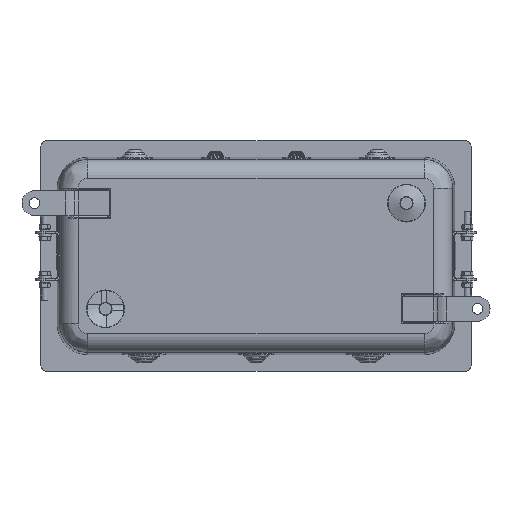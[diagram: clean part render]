
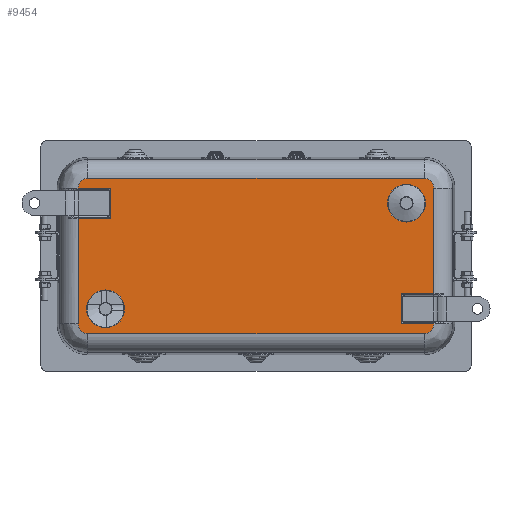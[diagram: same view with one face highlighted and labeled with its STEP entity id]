
A CAD part, front view. The second image highlights one B-rep face of the part: STEP entity #9454.
In plain terms, the highlighted planar face has unit normal (0, -1, 0).
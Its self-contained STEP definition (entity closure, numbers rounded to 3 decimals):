
#471=FACE_BOUND('',#2709,.T.);
#472=FACE_BOUND('',#2710,.T.);
#858=LINE('',#15720,#1361);
#889=LINE('',#15844,#1392);
#890=LINE('',#15846,#1393);
#891=LINE('',#15847,#1394);
#892=LINE('',#15851,#1395);
#893=LINE('',#15855,#1396);
#894=LINE('',#15857,#1397);
#895=LINE('',#15859,#1398);
#896=LINE('',#15861,#1399);
#897=LINE('',#15865,#1400);
#1361=VECTOR('',#12530,10.);
#1392=VECTOR('',#12685,10.);
#1393=VECTOR('',#12686,10.);
#1394=VECTOR('',#12687,10.);
#1395=VECTOR('',#12690,10.);
#1396=VECTOR('',#12693,10.);
#1397=VECTOR('',#12694,10.);
#1398=VECTOR('',#12695,10.);
#1399=VECTOR('',#12696,10.);
#1400=VECTOR('',#12699,10.);
#2083=FACE_OUTER_BOUND('',#2708,.T.);
#2708=EDGE_LOOP('',(#7353,#7354,#7355,#7356,#7357,#7358,#7359,#7360,#7361,
#7362,#7363,#7364,#7365,#7366));
#2709=EDGE_LOOP('',(#7367));
#2710=EDGE_LOOP('',(#7368));
#3255=CIRCLE('',#10403,15.194);
#3257=CIRCLE('',#10407,7.896);
#3258=CIRCLE('',#10408,7.896);
#3259=CIRCLE('',#10409,7.896);
#3260=CIRCLE('',#10410,7.896);
#3261=CIRCLE('',#10411,15.194);
#4006=VERTEX_POINT('',#15717);
#4007=VERTEX_POINT('',#15719);
#4035=VERTEX_POINT('',#15834);
#4037=VERTEX_POINT('',#15842);
#4038=VERTEX_POINT('',#15843);
#4039=VERTEX_POINT('',#15845);
#4040=VERTEX_POINT('',#15848);
#4041=VERTEX_POINT('',#15850);
#4042=VERTEX_POINT('',#15852);
#4043=VERTEX_POINT('',#15854);
#4044=VERTEX_POINT('',#15856);
#4045=VERTEX_POINT('',#15858);
#4046=VERTEX_POINT('',#15860);
#4047=VERTEX_POINT('',#15862);
#4048=VERTEX_POINT('',#15864);
#4049=VERTEX_POINT('',#15867);
#5136=EDGE_CURVE('',#4006,#4007,#858,.T.);
#5194=EDGE_CURVE('',#4035,#4035,#3255,.T.);
#5197=EDGE_CURVE('',#4037,#4038,#889,.T.);
#5198=EDGE_CURVE('',#4039,#4038,#890,.T.);
#5199=EDGE_CURVE('',#4007,#4039,#891,.T.);
#5200=EDGE_CURVE('',#4040,#4006,#3257,.T.);
#5201=EDGE_CURVE('',#4041,#4040,#892,.T.);
#5202=EDGE_CURVE('',#4042,#4041,#3258,.T.);
#5203=EDGE_CURVE('',#4043,#4042,#893,.T.);
#5204=EDGE_CURVE('',#4044,#4043,#894,.T.);
#5205=EDGE_CURVE('',#4044,#4045,#895,.T.);
#5206=EDGE_CURVE('',#4046,#4045,#896,.T.);
#5207=EDGE_CURVE('',#4047,#4046,#3259,.T.);
#5208=EDGE_CURVE('',#4048,#4047,#897,.T.);
#5209=EDGE_CURVE('',#4037,#4048,#3260,.T.);
#5210=EDGE_CURVE('',#4049,#4049,#3261,.T.);
#7353=ORIENTED_EDGE('',*,*,#5197,.T.);
#7354=ORIENTED_EDGE('',*,*,#5198,.F.);
#7355=ORIENTED_EDGE('',*,*,#5199,.F.);
#7356=ORIENTED_EDGE('',*,*,#5136,.F.);
#7357=ORIENTED_EDGE('',*,*,#5200,.F.);
#7358=ORIENTED_EDGE('',*,*,#5201,.F.);
#7359=ORIENTED_EDGE('',*,*,#5202,.F.);
#7360=ORIENTED_EDGE('',*,*,#5203,.F.);
#7361=ORIENTED_EDGE('',*,*,#5204,.F.);
#7362=ORIENTED_EDGE('',*,*,#5205,.T.);
#7363=ORIENTED_EDGE('',*,*,#5206,.F.);
#7364=ORIENTED_EDGE('',*,*,#5207,.F.);
#7365=ORIENTED_EDGE('',*,*,#5208,.F.);
#7366=ORIENTED_EDGE('',*,*,#5209,.F.);
#7367=ORIENTED_EDGE('',*,*,#5210,.F.);
#7368=ORIENTED_EDGE('',*,*,#5194,.F.);
#8462=PLANE('',#10406);
#9454=ADVANCED_FACE('',(#2083,#471,#472),#8462,.T.);
#10403=AXIS2_PLACEMENT_3D('',#15836,#12676,#12677);
#10406=AXIS2_PLACEMENT_3D('',#15841,#12683,#12684);
#10407=AXIS2_PLACEMENT_3D('',#15849,#12688,#12689);
#10408=AXIS2_PLACEMENT_3D('',#15853,#12691,#12692);
#10409=AXIS2_PLACEMENT_3D('',#15863,#12697,#12698);
#10410=AXIS2_PLACEMENT_3D('',#15866,#12700,#12701);
#10411=AXIS2_PLACEMENT_3D('',#15868,#12702,#12703);
#12530=DIRECTION('',(0.,0.,1.));
#12676=DIRECTION('center_axis',(0.,-1.,0.));
#12677=DIRECTION('ref_axis',(-1.,0.,0.));
#12683=DIRECTION('center_axis',(0.,-1.,0.));
#12684=DIRECTION('ref_axis',(1.,0.,0.));
#12685=DIRECTION('',(1.,0.,0.));
#12686=DIRECTION('',(0.,0.,1.));
#12687=DIRECTION('',(1.,0.,0.));
#12688=DIRECTION('center_axis',(0.,1.,0.));
#12689=DIRECTION('ref_axis',(-0.707,0.,-0.707));
#12690=DIRECTION('',(-1.,0.,0.));
#12691=DIRECTION('center_axis',(0.,1.,0.));
#12692=DIRECTION('ref_axis',(0.707,0.,-0.707));
#12693=DIRECTION('',(1.,0.,0.));
#12694=DIRECTION('',(0.,0.,-1.));
#12695=DIRECTION('',(1.,0.,0.));
#12696=DIRECTION('',(0.,0.,-1.));
#12697=DIRECTION('center_axis',(0.,1.,0.));
#12698=DIRECTION('ref_axis',(0.707,0.,0.707));
#12699=DIRECTION('',(1.,0.,0.));
#12700=DIRECTION('center_axis',(0.,1.,0.));
#12701=DIRECTION('ref_axis',(-0.707,0.,0.707));
#12702=DIRECTION('center_axis',(0.,-1.,0.));
#12703=DIRECTION('ref_axis',(-1.,0.,0.));
#15717=CARTESIAN_POINT('',(-142.896,4.,-54.5));
#15719=CARTESIAN_POINT('',(-142.896,4.,30.5));
#15720=CARTESIAN_POINT('',(-142.896,4.,-27.25));
#15834=CARTESIAN_POINT('',(136.09,4.,42.5));
#15836=CARTESIAN_POINT('Origin',(120.896,4.,42.5));
#15841=CARTESIAN_POINT('Origin',(0.,4.,
0.));
#15842=CARTESIAN_POINT('',(-142.896,4.,54.5));
#15843=CARTESIAN_POINT('',(-116.896,4.,54.5));
#15844=CARTESIAN_POINT('',(-58.948,4.,54.5));
#15845=CARTESIAN_POINT('',(-116.896,4.,30.5));
#15846=CARTESIAN_POINT('',(-116.896,4.,15.75));
#15847=CARTESIAN_POINT('',(-83.948,4.,30.5));
#15848=CARTESIAN_POINT('',(-135.,4.,-62.396));
#15849=CARTESIAN_POINT('Origin',(-135.,4.,-54.5));
#15850=CARTESIAN_POINT('',(135.,4.,-62.396));
#15851=CARTESIAN_POINT('',(67.5,4.,-62.396));
#15852=CARTESIAN_POINT('',(142.896,4.,-54.5));
#15853=CARTESIAN_POINT('Origin',(135.,4.,-54.5));
#15854=CARTESIAN_POINT('',(116.896,4.,-54.5));
#15855=CARTESIAN_POINT('',(58.948,4.,-54.5));
#15856=CARTESIAN_POINT('',(116.896,4.,-30.5));
#15857=CARTESIAN_POINT('',(116.896,4.,-15.75));
#15858=CARTESIAN_POINT('',(142.896,4.,-30.5));
#15859=CARTESIAN_POINT('',(83.948,4.,-30.5));
#15860=CARTESIAN_POINT('',(142.896,4.,54.5));
#15861=CARTESIAN_POINT('',(142.896,4.,27.25));
#15862=CARTESIAN_POINT('',(135.,4.,62.396));
#15863=CARTESIAN_POINT('Origin',(135.,4.,54.5));
#15864=CARTESIAN_POINT('',(-135.,4.,62.396));
#15865=CARTESIAN_POINT('',(-67.5,4.,62.396));
#15866=CARTESIAN_POINT('Origin',(-135.,4.,54.5));
#15867=CARTESIAN_POINT('',(-105.701,4.,-42.5));
#15868=CARTESIAN_POINT('Origin',(-120.896,4.,-42.5));
